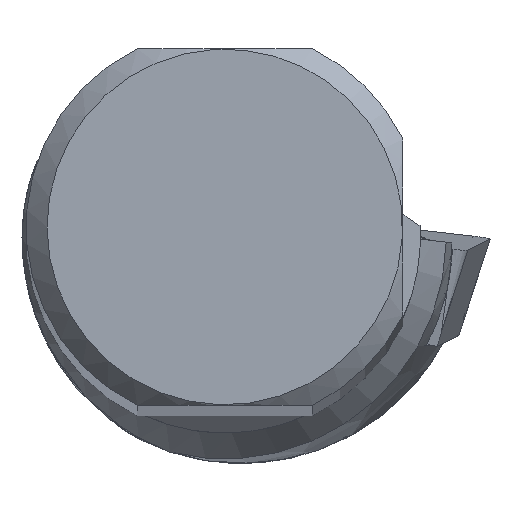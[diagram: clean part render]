
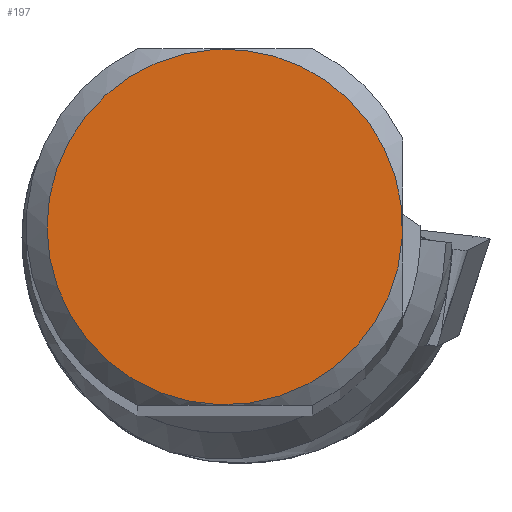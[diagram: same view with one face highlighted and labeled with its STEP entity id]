
A CAD part, top view. The second image highlights one B-rep face of the part: STEP entity #197.
In plain terms, the highlighted planar face has unit normal (0, 0, 1).
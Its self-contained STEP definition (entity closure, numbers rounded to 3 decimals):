
#151=FACE_OUTER_BOUND('',#421,.T.);
#197=ADVANCED_FACE('',(#151),#228,.T.);
#228=PLANE('',#1071);
#421=EDGE_LOOP('',(#574));
#574=ORIENTED_EDGE('',*,*,#866,.F.);
#762=VERTEX_POINT('',#1716);
#866=EDGE_CURVE('',#762,#762,#923,.T.);
#923=CIRCLE('',#1070,4.256);
#1070=AXIS2_PLACEMENT_3D('',#1715,#1260,#1261);
#1071=AXIS2_PLACEMENT_3D('',#1717,#1262,#1263);
#1260=DIRECTION('',(0.,0.,-1.));
#1261=DIRECTION('',(-1.,0.,0.));
#1262=DIRECTION('',(0.,0.,1.));
#1263=DIRECTION('',(-1.,0.,0.));
#1715=CARTESIAN_POINT('',(0.,0.,0.));
#1716=CARTESIAN_POINT('',(-4.256,0.,0.));
#1717=CARTESIAN_POINT('',(0.,0.,
0.));
